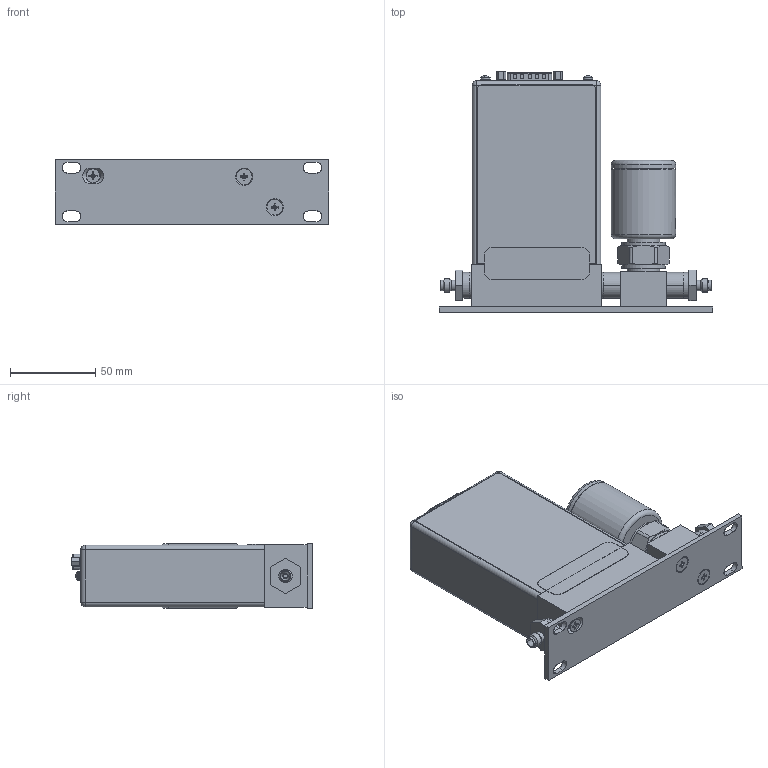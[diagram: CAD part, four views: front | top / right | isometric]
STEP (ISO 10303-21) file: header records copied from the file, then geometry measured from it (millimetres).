
FILE_DESCRIPTION((''),'2;1');
FILE_NAME('GV50A_15-PIN_ANALOG_4VCR_ASM','2015-09-16T',('cockrofm'),(''),'PRO/ENGINEER BY PARAMETRIC TECHNOLOGY CORPORATION, 2011490','PRO/ENGINEER BY PARAMETRIC TECHNOLOGY CORPORATION, 2011490','');
FILE_SCHEMA(('CONFIG_CONTROL_DESIGN'));
Length unit declared in the file: inch
Products named in the file (18): 118253_DUMMY_1; 1042639-001_FRT_1; 122676_1; 1046138-002_1; 1048317_REAR_LABEL_1; 1011702-002_4-40_PAN-HD-SEMS_1; 1048315-002_1; 171-015-113_1; 1038688_CONN_RJ45_1; 1016309-003_1; 116653-P1_FULL-VALVE; 119000_MNTG-PLATE; 1040814_NO_OUTLET_CONN_ASM_1_ASM; 160-3973; 160-0022; 1051904_FITTING; 1052579_FITTING; GV50A_15-PIN_ANALOG_4VCR_ASM
Assembly tree (20 placements, depth 3):
  GV50A_15-PIN_ANALOG_4VCR_ASM
    1040814_NO_OUTLET_CONN_ASM_1_ASM
      118253_DUMMY_1
      1042639-001_FRT_1
      122676_1
      1046138-002_1
      1048317_REAR_LABEL_1
      1011702-002_4-40_PAN-HD-SEMS_1  x2
      1048315-002_1
      171-015-113_1
      1038688_CONN_RJ45_1
      1016309-003_1  x2
      116653-P1_FULL-VALVE
      119000_MNTG-PLATE
    160-3973
    160-0022  x2
    1051904_FITTING
    1052579_FITTING
Bounding box: 160.78 x 141.53 x 38.11 mm (x, y, z)
Volume: 198694 mm3; surface area: 137347.1 mm2
Topology: 19 solids, 23 shells, 1095 faces, 2631 edges, 1633 vertices
Faces by surface type: plane 438, cylinder 365, bspline 113, extrusion 72, cone 64, torus 31, sphere 12
Entity records: 30932 total; most frequent: CARTESIAN_POINT 8749, DIRECTION 4522, ORIENTED_EDGE 4422, EDGE_CURVE 2217, AXIS2_PLACEMENT_3D 1685, VERTEX_POINT 1467, VECTOR 1152, EDGE_LOOP 1108
